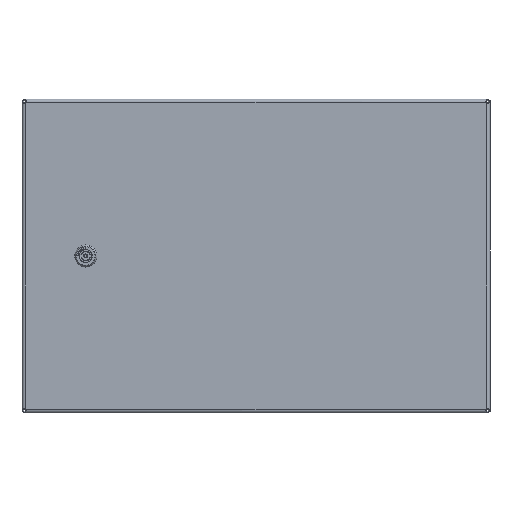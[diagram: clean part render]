
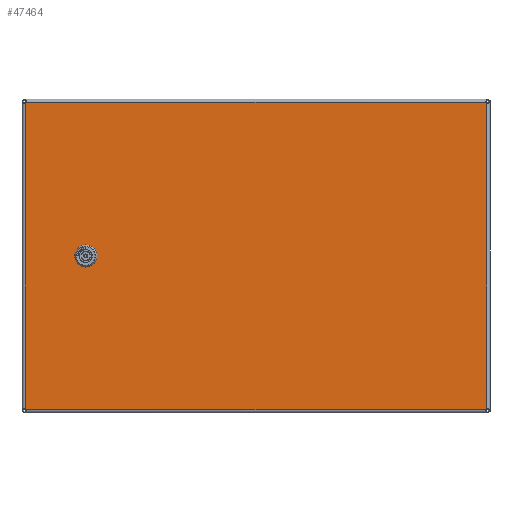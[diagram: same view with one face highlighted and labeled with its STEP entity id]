
A CAD part, top view. The second image highlights one B-rep face of the part: STEP entity #47464.
In plain terms, the highlighted planar face has unit normal (0, 0, 1).
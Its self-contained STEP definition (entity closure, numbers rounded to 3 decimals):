
#62 = CARTESIAN_POINT ( 'NONE',  ( -290.5, -192.658, 0. ) ) ;
#301 = EDGE_CURVE ( 'NONE', #15953, #27342, #48928, .T. ) ;
#794 = AXIS2_PLACEMENT_3D ( 'NONE', #2178, #61791, #50901 ) ;
#1269 = EDGE_CURVE ( 'NONE', #23104, #56531, #13115, .T. ) ;
#1579 = ORIENTED_EDGE ( 'NONE', *, *, #6618, .F. ) ;
#1950 = VERTEX_POINT ( 'NONE', #8283 ) ;
#1977 = DIRECTION ( 'NONE',  ( 0., 0., 1. ) ) ;
#2178 = CARTESIAN_POINT ( 'NONE',  ( -214.3, 0., 0. ) ) ;
#2904 = ORIENTED_EDGE ( 'NONE', *, *, #301, .F. ) ;
#4188 = EDGE_LOOP ( 'NONE', ( #8648, #8560, #2904, #26459, #26322, #10925, #1579, #68479 ) ) ;
#4764 = EDGE_CURVE ( 'NONE', #61617, #41446, #46730, .T. ) ;
#5067 = VECTOR ( 'NONE', #50064, 1000. ) ;
#5437 = CARTESIAN_POINT ( 'NONE',  ( -209.663, -10.25, 0. ) ) ;
#5927 = VERTEX_POINT ( 'NONE', #7931 ) ;
#5990 = EDGE_CURVE ( 'NONE', #68897, #54499, #56891, .T. ) ;
#6269 = AXIS2_PLACEMENT_3D ( 'NONE', #44751, #55965, #28289 ) ;
#6335 = CARTESIAN_POINT ( 'NONE',  ( -204.05, -4.637, 0. ) ) ;
#6618 = EDGE_CURVE ( 'NONE', #42195, #8226, #55752, .T. ) ;
#7499 = ORIENTED_EDGE ( 'NONE', *, *, #30335, .F. ) ;
#7580 = DIRECTION ( 'NONE',  ( 0., 0., 1. ) ) ;
#7931 = CARTESIAN_POINT ( 'NONE',  ( 290.5, 192.658, 0. ) ) ;
#8226 = VERTEX_POINT ( 'NONE', #23169 ) ;
#8283 = CARTESIAN_POINT ( 'NONE',  ( 289.658, 193.5, 0. ) ) ;
#8560 = ORIENTED_EDGE ( 'NONE', *, *, #53075, .T. ) ;
#8648 = ORIENTED_EDGE ( 'NONE', *, *, #4764, .F. ) ;
#9465 = VERTEX_POINT ( 'NONE', #11062 ) ;
#9527 = LINE ( 'NONE', #21119, #29907 ) ;
#9996 = CARTESIAN_POINT ( 'NONE',  ( -214.3, 0., 0. ) ) ;
#10332 = DIRECTION ( 'NONE',  ( 1., 0., 0. ) ) ;
#10766 = VECTOR ( 'NONE', #15703, 1000. ) ;
#10925 = ORIENTED_EDGE ( 'NONE', *, *, #45112, .T. ) ;
#11001 = CIRCLE ( 'NONE', #19928, 11.25 ) ;
#11062 = CARTESIAN_POINT ( 'NONE',  ( -209.663, 10.25, 0. ) ) ;
#11169 = DIRECTION ( 'NONE',  ( 0., 1., 0. ) ) ;
#12976 = ORIENTED_EDGE ( 'NONE', *, *, #61596, .F. ) ;
#13115 = CIRCLE ( 'NONE', #794, 11.25 ) ;
#13520 = DIRECTION ( 'NONE',  ( 0., 0., 1. ) ) ;
#15703 = DIRECTION ( 'NONE',  ( 1., 0., 0. ) ) ;
#15925 = CARTESIAN_POINT ( 'NONE',  ( -204.05, 4.637, 0. ) ) ;
#15953 = VERTEX_POINT ( 'NONE', #32413 ) ;
#16270 = LINE ( 'NONE', #15925, #17479 ) ;
#17056 = CARTESIAN_POINT ( 'NONE',  ( -290.5, 195.429, 0. ) ) ;
#17479 = VECTOR ( 'NONE', #49258, 1000. ) ;
#18098 = PLANE ( 'NONE',  #37626 ) ;
#18611 = AXIS2_PLACEMENT_3D ( 'NONE', #18621, #49869, #40033 ) ;
#18621 = CARTESIAN_POINT ( 'NONE',  ( 291.429, -194.429, 0. ) ) ;
#19312 = ORIENTED_EDGE ( 'NONE', *, *, #63438, .F. ) ;
#19928 = AXIS2_PLACEMENT_3D ( 'NONE', #41201, #25410, #50709 ) ;
#21119 = CARTESIAN_POINT ( 'NONE',  ( -209.663, 10.25, 0. ) ) ;
#23104 = VERTEX_POINT ( 'NONE', #61748 ) ;
#23133 = CARTESIAN_POINT ( 'NONE',  ( -291.429, 194.429, 0. ) ) ;
#23169 = CARTESIAN_POINT ( 'NONE',  ( -289.658, 193.5, 0. ) ) ;
#24348 = LINE ( 'NONE', #53937, #38949 ) ;
#24486 = CARTESIAN_POINT ( 'NONE',  ( -218.937, -10.25, 0. ) ) ;
#25410 = DIRECTION ( 'NONE',  ( 0., 0., 1. ) ) ;
#25879 = DIRECTION ( 'NONE',  ( 0., 0., 1. ) ) ;
#26322 = ORIENTED_EDGE ( 'NONE', *, *, #47533, .F. ) ;
#26459 = ORIENTED_EDGE ( 'NONE', *, *, #66248, .T. ) ;
#26489 = LINE ( 'NONE', #5437, #51776 ) ;
#26577 = AXIS2_PLACEMENT_3D ( 'NONE', #39841, #1977, #34586 ) ;
#27298 = LINE ( 'NONE', #49049, #49165 ) ;
#27342 = VERTEX_POINT ( 'NONE', #33555 ) ;
#28289 = DIRECTION ( 'NONE',  ( 1., 0., 0. ) ) ;
#28301 = DIRECTION ( 'NONE',  ( 0., -1., 0. ) ) ;
#29339 = CARTESIAN_POINT ( 'NONE',  ( 292.429, 193.5, 0. ) ) ;
#29907 = VECTOR ( 'NONE', #52335, 1000. ) ;
#30335 = EDGE_CURVE ( 'NONE', #57908, #9465, #11001, .T. ) ;
#32292 = CARTESIAN_POINT ( 'NONE',  ( -209.663, -10.25, 0. ) ) ;
#32413 = CARTESIAN_POINT ( 'NONE',  ( 290.5, -192.658, 0. ) ) ;
#33089 = EDGE_CURVE ( 'NONE', #42195, #41446, #65151, .T. ) ;
#33555 = CARTESIAN_POINT ( 'NONE',  ( 289.658, -193.5, 0. ) ) ;
#34586 = DIRECTION ( 'NONE',  ( -1., 0., 0. ) ) ;
#34904 = DIRECTION ( 'NONE',  ( -1., 0., 0. ) ) ;
#34933 = LINE ( 'NONE', #29339, #5067 ) ;
#36056 = CARTESIAN_POINT ( 'NONE',  ( -224.55, 4.637, 0. ) ) ;
#37405 = VECTOR ( 'NONE', #28301, 1000. ) ;
#37626 = AXIS2_PLACEMENT_3D ( 'NONE', #39494, #7580, #50708 ) ;
#38141 = EDGE_CURVE ( 'NONE', #43675, #68897, #26489, .T. ) ;
#38320 = ORIENTED_EDGE ( 'NONE', *, *, #47326, .F. ) ;
#38949 = VECTOR ( 'NONE', #66136, 1000. ) ;
#39494 = CARTESIAN_POINT ( 'NONE',  ( 0., 0., 0. ) ) ;
#39835 = FACE_OUTER_BOUND ( 'NONE', #4188, .T. ) ;
#39841 = CARTESIAN_POINT ( 'NONE',  ( -291.429, -194.429, 0. ) ) ;
#40033 = DIRECTION ( 'NONE',  ( 1., 0., 0. ) ) ;
#40188 = CARTESIAN_POINT ( 'NONE',  ( 291.429, 194.429, 0. ) ) ;
#41201 = CARTESIAN_POINT ( 'NONE',  ( -214.3, 0., 0. ) ) ;
#41446 = VERTEX_POINT ( 'NONE', #62 ) ;
#42195 = VERTEX_POINT ( 'NONE', #54235 ) ;
#42751 = VERTEX_POINT ( 'NONE', #50381 ) ;
#43002 = ORIENTED_EDGE ( 'NONE', *, *, #1269, .F. ) ;
#43675 = VERTEX_POINT ( 'NONE', #24486 ) ;
#44538 = AXIS2_PLACEMENT_3D ( 'NONE', #23133, #25879, #57100 ) ;
#44751 = CARTESIAN_POINT ( 'NONE',  ( -214.3, 0., 0. ) ) ;
#45112 = EDGE_CURVE ( 'NONE', #1950, #8226, #34933, .T. ) ;
#45467 = AXIS2_PLACEMENT_3D ( 'NONE', #40188, #13520, #34904 ) ;
#45636 = ORIENTED_EDGE ( 'NONE', *, *, #48065, .F. ) ;
#46730 = CIRCLE ( 'NONE', #26577, 2. ) ;
#47326 = EDGE_CURVE ( 'NONE', #42751, #43675, #64535, .T. ) ;
#47464 = ADVANCED_FACE ( 'NONE', ( #66174, #39835 ), #18098, .T. ) ;
#47533 = EDGE_CURVE ( 'NONE', #1950, #5927, #55545, .T. ) ;
#47993 = CARTESIAN_POINT ( 'NONE',  ( -292.429, -193.5, 0. ) ) ;
#48065 = EDGE_CURVE ( 'NONE', #54499, #57908, #16270, .T. ) ;
#48928 = CIRCLE ( 'NONE', #18611, 2. ) ;
#49049 = CARTESIAN_POINT ( 'NONE',  ( 290.5, -195.429, 0. ) ) ;
#49165 = VECTOR ( 'NONE', #11169, 1000. ) ;
#49258 = DIRECTION ( 'NONE',  ( 0., 1., 0. ) ) ;
#49869 = DIRECTION ( 'NONE',  ( 0., 0., 1. ) ) ;
#50064 = DIRECTION ( 'NONE',  ( -1., 0., 0. ) ) ;
#50165 = AXIS2_PLACEMENT_3D ( 'NONE', #9996, #52447, #10332 ) ;
#50381 = CARTESIAN_POINT ( 'NONE',  ( -224.55, -4.637, 0. ) ) ;
#50708 = DIRECTION ( 'NONE',  ( 1., 0., 0. ) ) ;
#50709 = DIRECTION ( 'NONE',  ( 1., 0., 0. ) ) ;
#50901 = DIRECTION ( 'NONE',  ( 1., 0., 0. ) ) ;
#51776 = VECTOR ( 'NONE', #52446, 1000. ) ;
#52335 = DIRECTION ( 'NONE',  ( -1., 0., 0. ) ) ;
#52446 = DIRECTION ( 'NONE',  ( 1., 0., 0. ) ) ;
#52447 = DIRECTION ( 'NONE',  ( 0., 0., 1. ) ) ;
#53075 = EDGE_CURVE ( 'NONE', #61617, #27342, #63795, .T. ) ;
#53937 = CARTESIAN_POINT ( 'NONE',  ( -224.55, 4.637, 0. ) ) ;
#54235 = CARTESIAN_POINT ( 'NONE',  ( -290.5, 192.658, 0. ) ) ;
#54499 = VERTEX_POINT ( 'NONE', #6335 ) ;
#55545 = CIRCLE ( 'NONE', #45467, 2. ) ;
#55752 = CIRCLE ( 'NONE', #44538, 2. ) ;
#55965 = DIRECTION ( 'NONE',  ( 0., 0., 1. ) ) ;
#56531 = VERTEX_POINT ( 'NONE', #36056 ) ;
#56891 = CIRCLE ( 'NONE', #50165, 11.25 ) ;
#57100 = DIRECTION ( 'NONE',  ( 1., 0., 0. ) ) ;
#57908 = VERTEX_POINT ( 'NONE', #66569 ) ;
#58322 = CARTESIAN_POINT ( 'NONE',  ( -289.658, -193.5, 0. ) ) ;
#60117 = EDGE_LOOP ( 'NONE', ( #7499, #45636, #67016, #60393, #38320, #19312, #43002, #12976 ) ) ;
#60393 = ORIENTED_EDGE ( 'NONE', *, *, #38141, .F. ) ;
#61596 = EDGE_CURVE ( 'NONE', #9465, #23104, #9527, .T. ) ;
#61617 = VERTEX_POINT ( 'NONE', #58322 ) ;
#61748 = CARTESIAN_POINT ( 'NONE',  ( -218.937, 10.25, 0. ) ) ;
#61791 = DIRECTION ( 'NONE',  ( 0., 0., 1. ) ) ;
#63438 = EDGE_CURVE ( 'NONE', #56531, #42751, #24348, .T. ) ;
#63795 = LINE ( 'NONE', #47993, #10766 ) ;
#64535 = CIRCLE ( 'NONE', #6269, 11.25 ) ;
#65151 = LINE ( 'NONE', #17056, #37405 ) ;
#66136 = DIRECTION ( 'NONE',  ( 0., -1., 0. ) ) ;
#66174 = FACE_BOUND ( 'NONE', #60117, .T. ) ;
#66248 = EDGE_CURVE ( 'NONE', #15953, #5927, #27298, .T. ) ;
#66569 = CARTESIAN_POINT ( 'NONE',  ( -204.05, 4.637, 0. ) ) ;
#67016 = ORIENTED_EDGE ( 'NONE', *, *, #5990, .F. ) ;
#68479 = ORIENTED_EDGE ( 'NONE', *, *, #33089, .T. ) ;
#68897 = VERTEX_POINT ( 'NONE', #32292 ) ;
